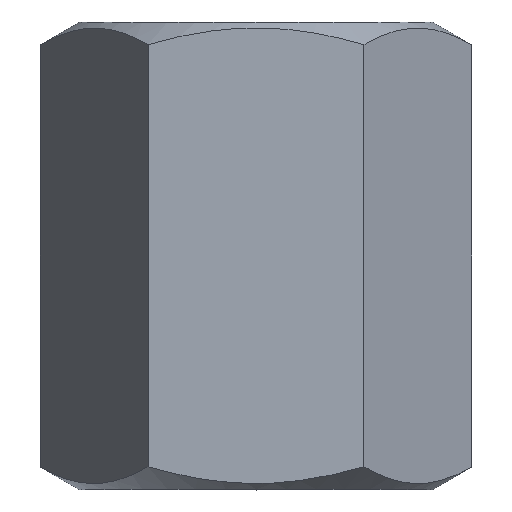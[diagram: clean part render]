
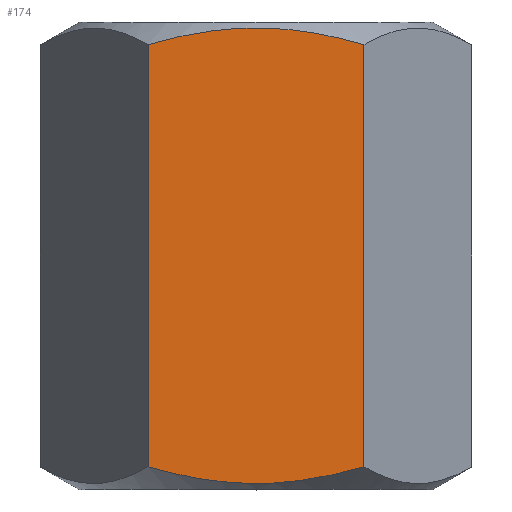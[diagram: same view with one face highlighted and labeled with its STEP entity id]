
A CAD part, top view. The second image highlights one B-rep face of the part: STEP entity #174.
In plain terms, the highlighted planar face has unit normal (0, 0, 1).
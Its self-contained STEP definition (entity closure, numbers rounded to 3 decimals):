
#29=CARTESIAN_POINT('',(-1.155,4.758,2.0));
#30=VERTEX_POINT('',#29);
#42=CARTESIAN_POINT('',(1.155,4.758,2.0));
#43=VERTEX_POINT('',#42);
#44=CARTESIAN_POINT('',(-1.155,4.758,2.0));
#45=CARTESIAN_POINT('',(-1.061,4.785,2.0));
#46=CARTESIAN_POINT('',(-0.964,4.811,2.0));
#47=CARTESIAN_POINT('',(-0.677,4.877,2.0));
#48=CARTESIAN_POINT('',(-0.479,4.91,2.0));
#49=CARTESIAN_POINT('',(-0.087,4.941,2.0));
#50=CARTESIAN_POINT('',(0.113,4.941,2.0));
#51=CARTESIAN_POINT('',(0.595,4.898,2.0));
#52=CARTESIAN_POINT('',(0.88,4.838,2.0));
#53=CARTESIAN_POINT('',(1.155,4.758,2.0));
#54=B_SPLINE_CURVE_WITH_KNOTS('',3,(#44,#45,#46,#47,#48,#49,#50,#51,#52,#53),.UNSPECIFIED.,.F.,.U.,
 (4,2,2,2,4),(0.0,0.126,0.379,0.632,1.0),.UNSPECIFIED.);
#55=EDGE_CURVE('n� 236',#30,#43,#54,.T.);
#137=CARTESIAN_POINT('',(-1.155,0.242,2.0));
#138=VERTEX_POINT('',#137);
#139=CARTESIAN_POINT('',(-1.155,5.0,2.0));
#140=DIRECTION('',(0.0,-1.0,0.0));
#141=VECTOR('',#140,1.0);
#142=LINE('',#139,#141);
#143=EDGE_CURVE('n� 252',#30,#138,#142,.T.);
#144=ORIENTED_EDGE('',*,*,#143,.T.);
#145=CARTESIAN_POINT('',(1.155,0.242,2.0));
#146=VERTEX_POINT('',#145);
#147=CARTESIAN_POINT('',(1.155,0.242,2.0));
#148=CARTESIAN_POINT('',(0.88,0.162,2.0));
#149=CARTESIAN_POINT('',(0.595,0.102,2.0));
#150=CARTESIAN_POINT('',(0.113,0.059,2.0));
#151=CARTESIAN_POINT('',(-0.087,0.059,2.0));
#152=CARTESIAN_POINT('',(-0.479,0.09,2.0));
#153=CARTESIAN_POINT('',(-0.677,0.123,2.0));
#154=CARTESIAN_POINT('',(-0.964,0.189,2.0));
#155=CARTESIAN_POINT('',(-1.061,0.215,2.0));
#156=CARTESIAN_POINT('',(-1.155,0.242,2.0));
#157=B_SPLINE_CURVE_WITH_KNOTS('',3,(#147,#148,#149,#150,#151,#152,#153,#154,#155,#156),.UNSPECIFIED.,.F.,.U.,
 (4,2,2,2,4),(0.0,0.368,0.621,0.874,1.0),.UNSPECIFIED.);
#158=EDGE_CURVE('n� 152',#146,#138,#157,.T.);
#159=ORIENTED_EDGE('',*,*,#158,.F.);
#160=CARTESIAN_POINT('',(1.155,5.0,2.0));
#161=DIRECTION('',(0.0,-1.0,0.0));
#162=VECTOR('',#161,1.0);
#163=LINE('',#160,#162);
#164=EDGE_CURVE('n� 237',#43,#146,#163,.T.);
#165=ORIENTED_EDGE('',*,*,#164,.F.);
#166=ORIENTED_EDGE('',*,*,#55,.F.);
#167=EDGE_LOOP('',(#144,#159,#165,#166));
#168=FACE_OUTER_BOUND('',#167,.T.);
#169=CARTESIAN_POINT('',(-1.155,5.0,2.0));
#170=DIRECTION('',(0.0,0.0,1.0));
#171=DIRECTION('',(1.0,0.0,-0.0));
#172=AXIS2_PLACEMENT_3D('',#169,#170,#171);
#173=PLANE('',#172);
#174=ADVANCED_FACE('n� 349',(#168),#173,.T.);
